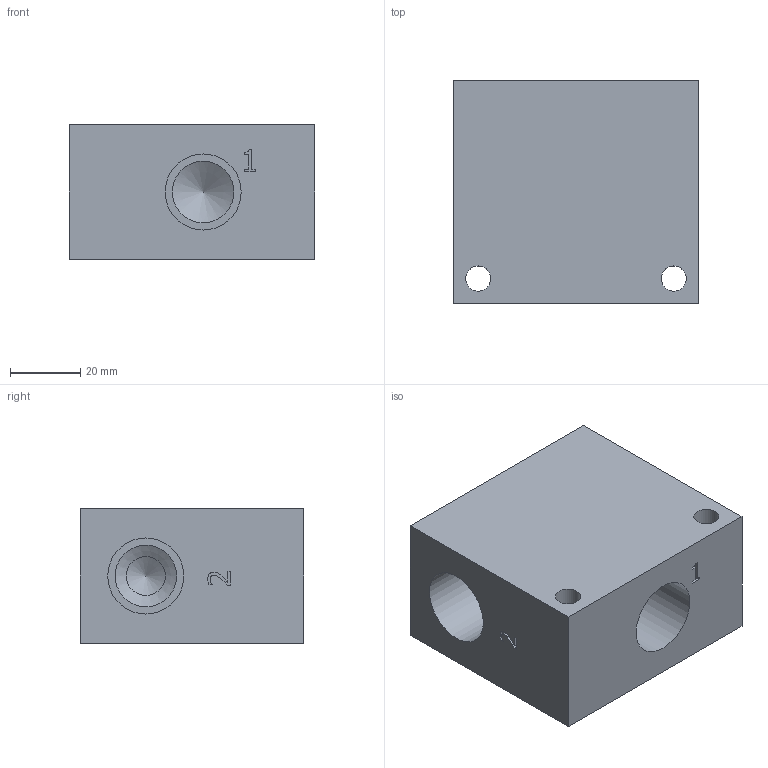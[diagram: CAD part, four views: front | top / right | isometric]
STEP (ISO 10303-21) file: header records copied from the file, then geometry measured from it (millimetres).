
FILE_DESCRIPTION(/* description */ (''),/* implementation_level */ '2;1');
FILE_NAME(/* name */ '_C102CB8P.stp',/* time_stamp */ '2020-06-01T12:12:51-04:00',/* author */ ('devonn'),/* organization */ (''),/* preprocessor_version */ 'ST-DEVELOPER v17',/* originating_system */ 'Autodesk Inventor 2019',/* authorisation */ '');
FILE_SCHEMA (('AUTOMOTIVE_DESIGN { 1 0 10303 214 3 1 1 }'));
Length unit declared in the file: millimetre
Products named in the file (1): Part_DC102CB8P.C13686R0_3D
Bounding box: 69.85 x 63.5 x 38.1 mm (x, y, z)
Volume: 138513.9 mm3; surface area: 26227.7 mm2
Topology: 1 solids, 1 shells, 378 faces, 1039 edges, 696 vertices
Faces by surface type: plane 240, bspline 117, cylinder 12, cone 9
Full cylindrical faces by diameter (mm): 7.137 x2, 11.125 x1, 15.88 x1, 17.475 x2, 20.625 x1, 21.59 x2, 22.23 x1, 22.49 x1, 34.14 x1
Entity records: 12885 total; most frequent: CARTESIAN_POINT 3632, ORIENTED_EDGE 2072, DIRECTION 1375, EDGE_CURVE 1036, LINE 753, VECTOR 753, VERTEX_POINT 696, EDGE_LOOP 418
